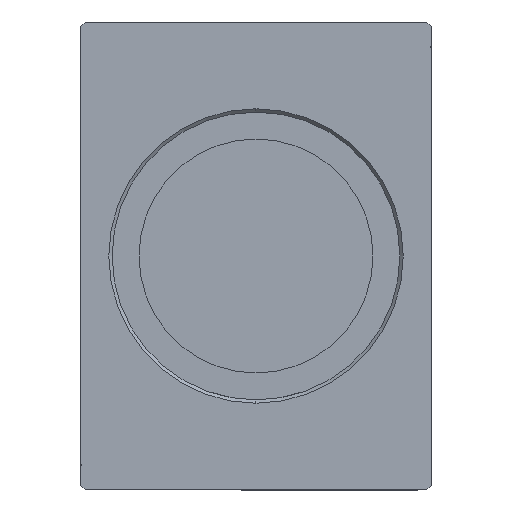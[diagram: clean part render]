
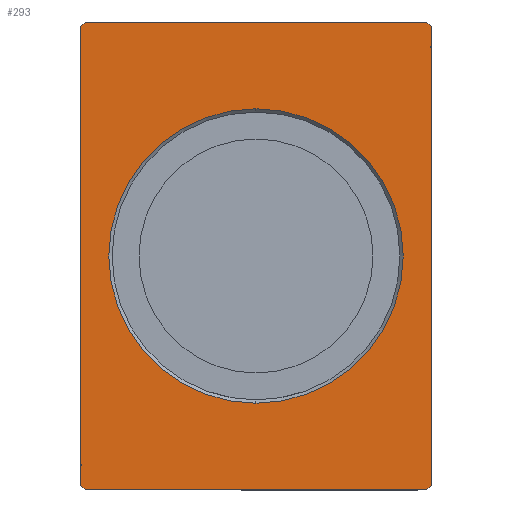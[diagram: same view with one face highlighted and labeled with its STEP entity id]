
A CAD part, left-side view. The second image highlights one B-rep face of the part: STEP entity #293.
In plain terms, the highlighted planar face has unit normal (-1, 0, 0).
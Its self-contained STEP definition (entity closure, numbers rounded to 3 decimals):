
#293 = ADVANCED_FACE ( 'NONE', ( #21788, #2773 ), #18689, .F. ) ;
#856 = LINE ( 'NONE', #25258, #17082 ) ;
#956 = EDGE_LOOP ( 'NONE', ( #39204, #24682, #27329, #40046, #11146, #11523, #36387, #29588 ) ) ;
#1206 = ORIENTED_EDGE ( 'NONE', *, *, #3100, .T. ) ;
#2773 = FACE_OUTER_BOUND ( 'NONE', #956, .T. ) ;
#2911 = VECTOR ( 'NONE', #31685, 1000. ) ;
#3100 = EDGE_CURVE ( 'NONE', #14635, #36952, #33505, .T. ) ;
#5103 = CARTESIAN_POINT ( 'NONE',  ( 0., -36.5, 50. ) ) ;
#5180 = VERTEX_POINT ( 'NONE', #17903 ) ;
#5835 = LINE ( 'NONE', #11635, #23154 ) ;
#6360 = EDGE_CURVE ( 'NONE', #34557, #40034, #856, .T. ) ;
#6858 = CARTESIAN_POINT ( 'NONE',  ( 0., -37.5, -49. ) ) ;
#6877 = LINE ( 'NONE', #7291, #2911 ) ;
#7291 = CARTESIAN_POINT ( 'NONE',  ( 0., -36.5, 50. ) ) ;
#8430 = EDGE_CURVE ( 'NONE', #14478, #5180, #19461, .T. ) ;
#8498 = CARTESIAN_POINT ( 'NONE',  ( 0., 36.5, -50. ) ) ;
#8658 = EDGE_CURVE ( 'NONE', #36952, #14635, #12500, .T. ) ;
#11146 = ORIENTED_EDGE ( 'NONE', *, *, #8430, .F. ) ;
#11523 = ORIENTED_EDGE ( 'NONE', *, *, #17263, .F. ) ;
#11635 = CARTESIAN_POINT ( 'NONE',  ( 0., -37.5, 49. ) ) ;
#11952 = LINE ( 'NONE', #14849, #15490 ) ;
#12003 = DIRECTION ( 'NONE',  ( 0., 1., 0. ) ) ;
#12500 = CIRCLE ( 'NONE', #23063, 31.45 ) ;
#13980 = VECTOR ( 'NONE', #36667, 1000. ) ;
#14099 = DIRECTION ( 'NONE',  ( 0., -0.707, 0.707 ) ) ;
#14478 = VERTEX_POINT ( 'NONE', #39101 ) ;
#14635 = VERTEX_POINT ( 'NONE', #16415 ) ;
#14685 = CARTESIAN_POINT ( 'NONE',  ( 0., 37.5, 49. ) ) ;
#14849 = CARTESIAN_POINT ( 'NONE',  ( 0., 37.5, -49. ) ) ;
#15115 = VERTEX_POINT ( 'NONE', #21086 ) ;
#15308 = LINE ( 'NONE', #23991, #19873 ) ;
#15490 = VECTOR ( 'NONE', #37145, 1000. ) ;
#16415 = CARTESIAN_POINT ( 'NONE',  ( 0., 0., -31.45 ) ) ;
#16533 = CARTESIAN_POINT ( 'NONE',  ( 0., 0., 0. ) ) ;
#17082 = VECTOR ( 'NONE', #14099, 1000. ) ;
#17263 = EDGE_CURVE ( 'NONE', #15115, #14478, #5835, .T. ) ;
#17532 = EDGE_CURVE ( 'NONE', #5180, #31481, #15308, .T. ) ;
#17679 = CARTESIAN_POINT ( 'NONE',  ( 0., 36.5, 50. ) ) ;
#17903 = CARTESIAN_POINT ( 'NONE',  ( 0., -36.5, -50. ) ) ;
#18689 = PLANE ( 'NONE',  #28833 ) ;
#19461 = LINE ( 'NONE', #6858, #30322 ) ;
#19873 = VECTOR ( 'NONE', #12003, 1000. ) ;
#20027 = DIRECTION ( 'NONE',  ( 1., 0., 0. ) ) ;
#20205 = CARTESIAN_POINT ( 'NONE',  ( 0., 0., 0. ) ) ;
#20847 = VERTEX_POINT ( 'NONE', #30019 ) ;
#21086 = CARTESIAN_POINT ( 'NONE',  ( 0., -37.5, 49. ) ) ;
#21106 = DIRECTION ( 'NONE',  ( 0., 0.707, 0.707 ) ) ;
#21348 = EDGE_LOOP ( 'NONE', ( #40665, #1206 ) ) ;
#21381 = DIRECTION ( 'NONE',  ( 1., 0., 0. ) ) ;
#21474 = EDGE_CURVE ( 'NONE', #40034, #31618, #36067, .T. ) ;
#21788 = FACE_BOUND ( 'NONE', #21348, .T. ) ;
#22278 = CARTESIAN_POINT ( 'NONE',  ( 0., 36.5, -50. ) ) ;
#23063 = AXIS2_PLACEMENT_3D ( 'NONE', #16533, #20027, #35732 ) ;
#23114 = DIRECTION ( 'NONE',  ( 1., 0., 0. ) ) ;
#23154 = VECTOR ( 'NONE', #37046, 1000. ) ;
#23788 = CARTESIAN_POINT ( 'NONE',  ( 0., 36.5, 50. ) ) ;
#23991 = CARTESIAN_POINT ( 'NONE',  ( 0., -36.5, -50. ) ) ;
#24577 = EDGE_CURVE ( 'NONE', #31618, #15115, #6877, .T. ) ;
#24682 = ORIENTED_EDGE ( 'NONE', *, *, #26567, .F. ) ;
#25258 = CARTESIAN_POINT ( 'NONE',  ( 0., 37.5, 49. ) ) ;
#26567 = EDGE_CURVE ( 'NONE', #20847, #34557, #11952, .T. ) ;
#26922 = AXIS2_PLACEMENT_3D ( 'NONE', #20205, #23114, #38389 ) ;
#27318 = EDGE_CURVE ( 'NONE', #31481, #20847, #36793, .T. ) ;
#27329 = ORIENTED_EDGE ( 'NONE', *, *, #27318, .F. ) ;
#27768 = CARTESIAN_POINT ( 'NONE',  ( 0., 0., 31.45 ) ) ;
#28833 = AXIS2_PLACEMENT_3D ( 'NONE', #33988, #21381, #37887 ) ;
#29588 = ORIENTED_EDGE ( 'NONE', *, *, #21474, .F. ) ;
#30019 = CARTESIAN_POINT ( 'NONE',  ( 0., 37.5, -49. ) ) ;
#30322 = VECTOR ( 'NONE', #32062, 1000. ) ;
#31481 = VERTEX_POINT ( 'NONE', #22278 ) ;
#31618 = VERTEX_POINT ( 'NONE', #5103 ) ;
#31685 = DIRECTION ( 'NONE',  ( 0., -0.707, -0.707 ) ) ;
#32062 = DIRECTION ( 'NONE',  ( 0., 0.707, -0.707 ) ) ;
#33505 = CIRCLE ( 'NONE', #26922, 31.45 ) ;
#33988 = CARTESIAN_POINT ( 'NONE',  ( 0., 0., 0. ) ) ;
#34010 = VECTOR ( 'NONE', #21106, 1000. ) ;
#34557 = VERTEX_POINT ( 'NONE', #14685 ) ;
#35732 = DIRECTION ( 'NONE',  ( 0., 0., -1. ) ) ;
#36067 = LINE ( 'NONE', #17679, #13980 ) ;
#36387 = ORIENTED_EDGE ( 'NONE', *, *, #24577, .F. ) ;
#36667 = DIRECTION ( 'NONE',  ( 0., -1., 0. ) ) ;
#36793 = LINE ( 'NONE', #8498, #34010 ) ;
#36952 = VERTEX_POINT ( 'NONE', #27768 ) ;
#37046 = DIRECTION ( 'NONE',  ( 0., 0., -1. ) ) ;
#37145 = DIRECTION ( 'NONE',  ( 0., 0., 1. ) ) ;
#37887 = DIRECTION ( 'NONE',  ( 0., 0., -1. ) ) ;
#38389 = DIRECTION ( 'NONE',  ( 0., 0., -1. ) ) ;
#39101 = CARTESIAN_POINT ( 'NONE',  ( 0., -37.5, -49. ) ) ;
#39204 = ORIENTED_EDGE ( 'NONE', *, *, #6360, .F. ) ;
#40034 = VERTEX_POINT ( 'NONE', #23788 ) ;
#40046 = ORIENTED_EDGE ( 'NONE', *, *, #17532, .F. ) ;
#40665 = ORIENTED_EDGE ( 'NONE', *, *, #8658, .T. ) ;
